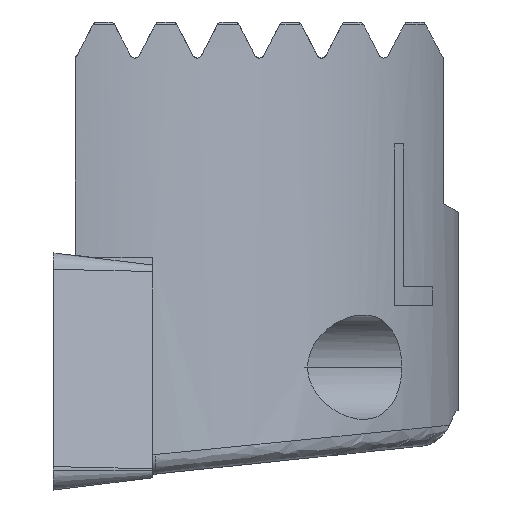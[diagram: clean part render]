
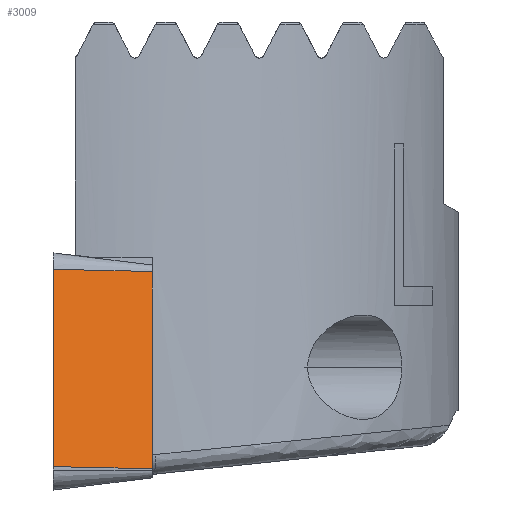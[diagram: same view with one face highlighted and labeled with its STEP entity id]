
A CAD part, left-side view. The second image highlights one B-rep face of the part: STEP entity #3009.
In plain terms, the highlighted planar face has unit normal (-0.978, -0.122, 0.172).
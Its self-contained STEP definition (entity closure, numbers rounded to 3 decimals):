
#1437=VERTEX_POINT('NONE',#3913);
#1877=EDGE_CURVE('NONE',#2547,#3679,#4390,.T.);
#2501=VERTEX_POINT('NONE',#5089);
#2547=VERTEX_POINT('NONE',#5140);
#3009=ADVANCED_FACE('NONE',(#5639),#5640,.T.);
#3209=EDGE_CURVE('NONE',#2501,#1437,#5857,.T.);
#3443=EDGE_CURVE('NONE',#2501,#2547,#6111,.T.);
#3555=EDGE_CURVE('NONE',#3679,#1437,#6233,.T.);
#3679=VERTEX_POINT('NONE',#6371);
#3913=CARTESIAN_POINT('',(1.486,0.4,8.864));
#4390=LINE('',#8324,#8325);
#5089=CARTESIAN_POINT('',(1.966,-3.57,8.779));
#5140=CARTESIAN_POINT('',(0.569,-3.57,0.854));
#5639=FACE_OUTER_BOUND('',#10490,.T.);
#5640=PLANE('',#10491);
#5857=LINE('',#10830,#10831);
#6111=LINE('',#11217,#11218);
#6233=LINE('',#11424,#11425);
#6371=CARTESIAN_POINT('',(0.089,0.4,0.939));
#8324=CARTESIAN_POINT('',(0.089,0.4,0.939));
#8325=VECTOR('',#12418,1000.0);
#10490=EDGE_LOOP('',(#13962,#13963,#13964,#13965));
#10491=AXIS2_PLACEMENT_3D('',#13966,#13967,#13968);
#10830=CARTESIAN_POINT('',(1.486,0.4,8.864));
#10831=VECTOR('',#14205,1000.0);
#11217=CARTESIAN_POINT('',(0.569,-3.57,0.854));
#11218=VECTOR('',#14495,1000.0);
#11424=CARTESIAN_POINT('',(0.089,0.4,0.939));
#11425=VECTOR('',#14623,1000.0);
#12418=DIRECTION('',(-0.12,0.993,0.021));
#13962=ORIENTED_EDGE('',*,*,#3443,.F.);
#13963=ORIENTED_EDGE('',*,*,#3209,.T.);
#13964=ORIENTED_EDGE('',*,*,#3555,.F.);
#13965=ORIENTED_EDGE('',*,*,#1877,.F.);
#13966=CARTESIAN_POINT('',(0.089,0.4,0.939));
#13967=DIRECTION('',(-0.977,-0.122,0.172));
#13968=DIRECTION('',(-0.174,0.,-0.985));
#14205=DIRECTION('',(-0.12,0.993,0.021));
#14495=DIRECTION('',(-0.174,0.,-0.985));
#14623=DIRECTION('',(0.174,0.,0.985));
